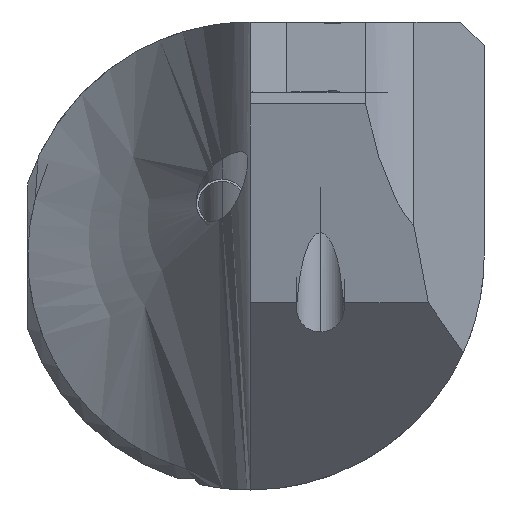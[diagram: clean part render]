
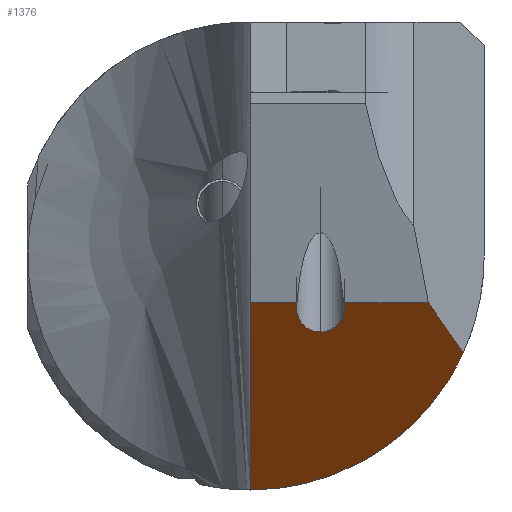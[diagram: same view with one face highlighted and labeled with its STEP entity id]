
A CAD part, left-side view. The second image highlights one B-rep face of the part: STEP entity #1376.
In plain terms, the highlighted planar face has unit normal (-0.707, 0, -0.707).
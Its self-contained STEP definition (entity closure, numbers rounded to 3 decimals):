
#5 = EDGE_CURVE ( 'NONE', #1722, #836, #329, .T. ) ;
#53 = CARTESIAN_POINT ( 'NONE',  ( 2.278, 0., -12. ) ) ;
#221 = ORIENTED_EDGE ( 'NONE', *, *, #2219, .F. ) ;
#228 =( BOUNDED_CURVE ( )  B_SPLINE_CURVE ( 3, ( #2931, #1700, #485, #2642 ),
 .UNSPECIFIED., .F., .T. ) 
 B_SPLINE_CURVE_WITH_KNOTS ( ( 4, 4 ),
 ( 3.142, 4.931 ),
 .UNSPECIFIED. ) 
 CURVE ( )  GEOMETRIC_REPRESENTATION_ITEM ( )  RATIONAL_B_SPLINE_CURVE ( ( 1., 0.75, 0.75, 1. ) ) 
 REPRESENTATION_ITEM ( '' )  );
#261 = LINE ( 'NONE', #3706, #3413 ) ;
#291 = DIRECTION ( 'NONE',  ( -0.707, 0., -0.707 ) ) ;
#328 = EDGE_CURVE ( 'NONE', #836, #492, #1462, .T. ) ;
#329 = LINE ( 'NONE', #3906, #3481 ) ;
#426 = ORIENTED_EDGE ( 'NONE', *, *, #2986, .F. ) ;
#485 = CARTESIAN_POINT ( 'NONE',  ( 2.971, -4.155, -12.693 ) ) ;
#492 = VERTEX_POINT ( 'NONE', #3697 ) ;
#558 = CARTESIAN_POINT ( 'NONE',  ( -48.074, 27.642, 38.352 ) ) ;
#578 = CARTESIAN_POINT ( 'NONE',  ( 3.525, -2.29, -13.247 ) ) ;
#604 = CARTESIAN_POINT ( 'NONE',  ( 31.366, 0., -41.088 ) ) ;
#715 = CARTESIAN_POINT ( 'NONE',  ( 10.278, 0., -20. ) ) ;
#720 = CARTESIAN_POINT ( 'NONE',  ( 2.278, -4.001, -12. ) ) ;
#744 = VECTOR ( 'NONE', #1817, 1000. ) ;
#776 = CARTESIAN_POINT ( 'NONE',  ( 10.278, 0., -20. ) ) ;
#782 = CARTESIAN_POINT ( 'NONE',  ( 2.278, -1.999, -12. ) ) ;
#836 = VERTEX_POINT ( 'NONE', #2395 ) ;
#1109 = CARTESIAN_POINT ( 'NONE',  ( 8.089, -7.437, -17.811 ) ) ;
#1297 = ORIENTED_EDGE ( 'NONE', *, *, #328, .F. ) ;
#1376 = ADVANCED_FACE ( 'NONE', ( #3098 ), #2434, .T. ) ;
#1380 = EDGE_CURVE ( 'NONE', #2839, #2307, #1753, .T. ) ;
#1462 = LINE ( 'NONE', #558, #3432 ) ;
#1700 = CARTESIAN_POINT ( 'NONE',  ( 3.525, -3.71, -13.247 ) ) ;
#1722 = VERTEX_POINT ( 'NONE', #720 ) ;
#1753 = LINE ( 'NONE', #604, #744 ) ;
#1787 = DIRECTION ( 'NONE',  ( 0.634, -0.444, -0.634 ) ) ;
#1802 = CARTESIAN_POINT ( 'NONE',  ( 2.971, -1.845, -12.693 ) ) ;
#1817 = DIRECTION ( 'NONE',  ( 0.707, 0., -0.707 ) ) ;
#1827 = DIRECTION ( 'NONE',  ( 0., -1., 0. ) ) ;
#2134 = CARTESIAN_POINT ( 'NONE',  ( 2.278, 171.462, -12. ) ) ;
#2196 = VERTEX_POINT ( 'NONE', #3390 ) ;
#2219 = EDGE_CURVE ( 'NONE', #2839, #2973, #261, .T. ) ;
#2307 = VERTEX_POINT ( 'NONE', #715 ) ;
#2328 = ORIENTED_EDGE ( 'NONE', *, *, #3196, .F. ) ;
#2347 = CARTESIAN_POINT ( 'NONE',  ( 10.278, -4.041, -20. ) ) ;
#2395 = CARTESIAN_POINT ( 'NONE',  ( 2.278, -7.614, -12. ) ) ;
#2407 = ORIENTED_EDGE ( 'NONE', *, *, #1380, .T. ) ;
#2434 = PLANE ( 'NONE',  #3712 ) ;
#2444 = DIRECTION ( 'NONE',  ( -0.707, 0., 0.707 ) ) ;
#2642 = CARTESIAN_POINT ( 'NONE',  ( 2.278, -4.001, -12. ) ) ;
#2683 = ORIENTED_EDGE ( 'NONE', *, *, #5, .F. ) ;
#2730 = CARTESIAN_POINT ( 'NONE',  ( 3.525, -3., -13.247 ) ) ;
#2839 = VERTEX_POINT ( 'NONE', #53 ) ;
#2931 = CARTESIAN_POINT ( 'NONE',  ( 3.525, -3., -13.247 ) ) ;
#2948 = ORIENTED_EDGE ( 'NONE', *, *, #3628, .T. ) ;
#2973 = VERTEX_POINT ( 'NONE', #782 ) ;
#2986 = EDGE_CURVE ( 'NONE', #2196, #1722, #228, .T. ) ;
#3098 = FACE_OUTER_BOUND ( 'NONE', #3341, .T. ) ;
#3196 = EDGE_CURVE ( 'NONE', #2973, #2196, #3480, .T. ) ;
#3248 = CARTESIAN_POINT ( 'NONE',  ( 4.409, -9.107, -14.131 ) ) ;
#3341 = EDGE_LOOP ( 'NONE', ( #1297, #2683, #426, #2328, #221, #2407, #2948 ) ) ;
#3390 = CARTESIAN_POINT ( 'NONE',  ( 3.525, -3., -13.247 ) ) ;
#3402 = DIRECTION ( 'NONE',  ( 0., -1., 0. ) ) ;
#3413 = VECTOR ( 'NONE', #3402, 1000. ) ;
#3432 = VECTOR ( 'NONE', #1787, 1000. ) ;
#3480 =( BOUNDED_CURVE ( )  B_SPLINE_CURVE ( 3, ( #3913, #1802, #578, #2730 ),
 .UNSPECIFIED., .F., .T. ) 
 B_SPLINE_CURVE_WITH_KNOTS ( ( 4, 4 ),
 ( 1.352, 3.142 ),
 .UNSPECIFIED. ) 
 CURVE ( )  GEOMETRIC_REPRESENTATION_ITEM ( )  RATIONAL_B_SPLINE_CURVE ( ( 1., 0.75, 0.75, 1. ) ) 
 REPRESENTATION_ITEM ( '' )  );
#3481 = VECTOR ( 'NONE', #1827, 1000. ) ;
#3628 = EDGE_CURVE ( 'NONE', #2307, #492, #3760, .T. ) ;
#3697 = CARTESIAN_POINT ( 'NONE',  ( 4.409, -9.107, -14.131 ) ) ;
#3706 = CARTESIAN_POINT ( 'NONE',  ( 2.278, 171.462, -12. ) ) ;
#3712 = AXIS2_PLACEMENT_3D ( 'NONE', #2134, #291, #2444 ) ;
#3760 =( BOUNDED_CURVE ( )  B_SPLINE_CURVE ( 3, ( #776, #2347, #1109, #3248 ),
 .UNSPECIFIED., .F., .F. ) 
 B_SPLINE_CURVE_WITH_KNOTS ( ( 4, 4 ),
 ( 3.142, 4.287 ),
 .UNSPECIFIED. ) 
 CURVE ( )  GEOMETRIC_REPRESENTATION_ITEM ( )  RATIONAL_B_SPLINE_CURVE ( ( 1., 0.894, 0.894, 1. ) ) 
 REPRESENTATION_ITEM ( '' )  );
#3906 = CARTESIAN_POINT ( 'NONE',  ( 2.278, 171.462, -12. ) ) ;
#3913 = CARTESIAN_POINT ( 'NONE',  ( 2.278, -1.999, -12. ) ) ;
